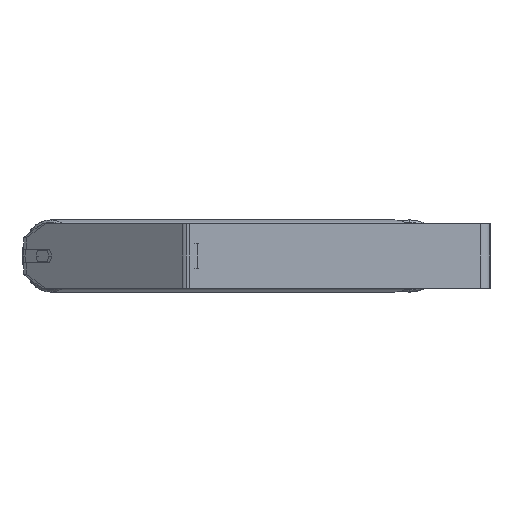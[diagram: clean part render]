
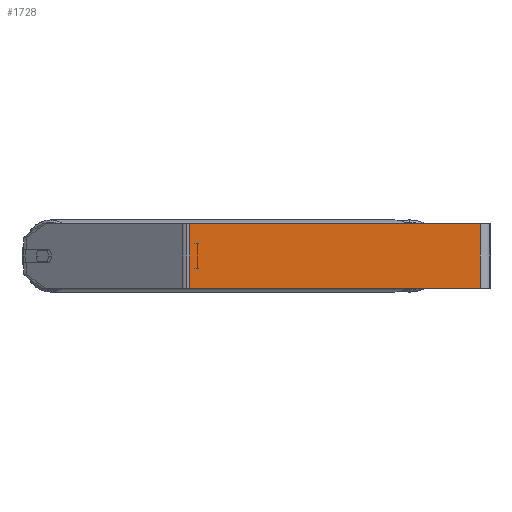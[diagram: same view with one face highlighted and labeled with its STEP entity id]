
A CAD part, left-side view. The second image highlights one B-rep face of the part: STEP entity #1728.
In plain terms, the highlighted planar face has unit normal (-1, 0, 0).
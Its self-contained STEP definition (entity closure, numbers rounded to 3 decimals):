
#181 = CARTESIAN_POINT ( 'NONE',  ( -1045., 370.642, -40. ) ) ;
#710 = VECTOR ( 'NONE', #5368, 1000. ) ;
#1156 = CARTESIAN_POINT ( 'NONE',  ( -1045., 370.642, 40. ) ) ;
#1583 = DIRECTION ( 'NONE',  ( 0., -1., 0. ) ) ;
#1728 = ADVANCED_FACE ( 'NONE', ( #5393 ), #7988, .F. ) ;
#1860 = EDGE_CURVE ( 'NONE', #5329, #4889, #7637, .T. ) ;
#1876 = ORIENTED_EDGE ( 'NONE', *, *, #8302, .T. ) ;
#2210 = DIRECTION ( 'NONE',  ( 0., -1., 0. ) ) ;
#2307 = ORIENTED_EDGE ( 'NONE', *, *, #7416, .F. ) ;
#2369 = AXIS2_PLACEMENT_3D ( 'NONE', #4729, #7411, #4047 ) ;
#2571 = VERTEX_POINT ( 'NONE', #6489 ) ;
#2782 = CARTESIAN_POINT ( 'NONE',  ( -1045., 375.01, 40. ) ) ;
#3163 = LINE ( 'NONE', #1156, #710 ) ;
#3697 = VERTEX_POINT ( 'NONE', #181 ) ;
#3804 = ORIENTED_EDGE ( 'NONE', *, *, #5174, .T. ) ;
#4047 = DIRECTION ( 'NONE',  ( 0., 0., -1. ) ) ;
#4454 = DIRECTION ( 'NONE',  ( 0., 0., -1. ) ) ;
#4502 = CARTESIAN_POINT ( 'NONE',  ( -1045., 12., 40. ) ) ;
#4729 = CARTESIAN_POINT ( 'NONE',  ( -1045., 375.01, 40. ) ) ;
#4889 = VERTEX_POINT ( 'NONE', #7743 ) ;
#4983 = VECTOR ( 'NONE', #4454, 1000. ) ;
#5174 = EDGE_CURVE ( 'NONE', #3697, #2571, #7522, .T. ) ;
#5329 = VERTEX_POINT ( 'NONE', #7066 ) ;
#5368 = DIRECTION ( 'NONE',  ( 0., 0., -1. ) ) ;
#5393 = FACE_OUTER_BOUND ( 'NONE', #5554, .T. ) ;
#5554 = EDGE_LOOP ( 'NONE', ( #3804, #2307, #6047, #1876 ) ) ;
#6047 = ORIENTED_EDGE ( 'NONE', *, *, #1860, .F. ) ;
#6489 = CARTESIAN_POINT ( 'NONE',  ( -1045., 12., -40. ) ) ;
#6599 = VECTOR ( 'NONE', #1583, 1000. ) ;
#7066 = CARTESIAN_POINT ( 'NONE',  ( -1045., 370.642, 40. ) ) ;
#7326 = VECTOR ( 'NONE', #2210, 1000. ) ;
#7411 = DIRECTION ( 'NONE',  ( 1., 0., 0. ) ) ;
#7416 = EDGE_CURVE ( 'NONE', #4889, #2571, #8568, .T. ) ;
#7522 = LINE ( 'NONE', #7605, #7326 ) ;
#7605 = CARTESIAN_POINT ( 'NONE',  ( -1045., 375.01, -40. ) ) ;
#7637 = LINE ( 'NONE', #2782, #6599 ) ;
#7743 = CARTESIAN_POINT ( 'NONE',  ( -1045., 12., 40. ) ) ;
#7988 = PLANE ( 'NONE',  #2369 ) ;
#8302 = EDGE_CURVE ( 'NONE', #5329, #3697, #3163, .T. ) ;
#8568 = LINE ( 'NONE', #4502, #4983 ) ;
